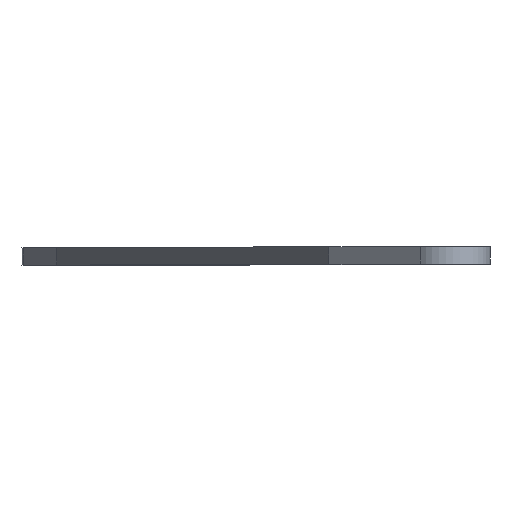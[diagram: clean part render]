
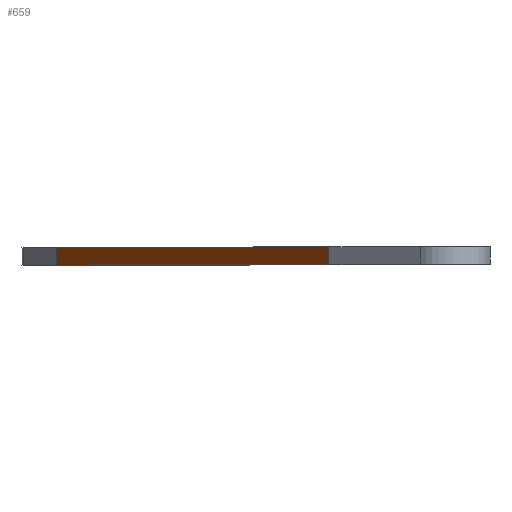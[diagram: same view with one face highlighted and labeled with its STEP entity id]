
A CAD part, top view. The second image highlights one B-rep face of the part: STEP entity #659.
In plain terms, the highlighted planar face has unit normal (-0.866, 0, 0.5).
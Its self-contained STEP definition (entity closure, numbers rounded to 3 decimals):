
#39=PLANE('',#747);
#71=FACE_OUTER_BOUND('',#104,.T.);
#104=EDGE_LOOP('',(#540,#541,#542,#543));
#173=LINE('',#1120,#232);
#174=LINE('',#1123,#233);
#175=LINE('',#1125,#234);
#176=LINE('',#1126,#235);
#232=VECTOR('',#928,10.);
#233=VECTOR('',#931,10.);
#234=VECTOR('',#932,10.);
#235=VECTOR('',#933,10.);
#329=VERTEX_POINT('',#1116);
#330=VERTEX_POINT('',#1118);
#331=VERTEX_POINT('',#1122);
#332=VERTEX_POINT('',#1124);
#419=EDGE_CURVE('',#329,#330,#173,.T.);
#420=EDGE_CURVE('',#331,#329,#174,.T.);
#421=EDGE_CURVE('',#332,#330,#175,.T.);
#422=EDGE_CURVE('',#331,#332,#176,.T.);
#540=ORIENTED_EDGE('',*,*,#420,.T.);
#541=ORIENTED_EDGE('',*,*,#419,.T.);
#542=ORIENTED_EDGE('',*,*,#421,.F.);
#543=ORIENTED_EDGE('',*,*,#422,.F.);
#659=ADVANCED_FACE('',(#71),#39,.T.);
#747=AXIS2_PLACEMENT_3D('',#1121,#929,#930);
#928=DIRECTION('',(0.,1.,0.));
#929=DIRECTION('center_axis',(-0.866,0.,0.5));
#930=DIRECTION('ref_axis',(0.5,0.,0.866));
#931=DIRECTION('',(0.5,0.,0.866));
#932=DIRECTION('',(0.5,0.,0.866));
#933=DIRECTION('',(0.,1.,0.));
#1116=CARTESIAN_POINT('',(45.622,0.,104.02));
#1118=CARTESIAN_POINT('',(45.622,3.,104.02));
#1120=CARTESIAN_POINT('',(45.622,0.,104.02));
#1121=CARTESIAN_POINT('Origin',(-1.023,0.,23.228));
#1122=CARTESIAN_POINT('',(-1.023,0.,23.228));
#1123=CARTESIAN_POINT('',(-1.023,0.,23.228));
#1124=CARTESIAN_POINT('',(-1.023,3.,23.228));
#1125=CARTESIAN_POINT('',(-1.023,3.,23.228));
#1126=CARTESIAN_POINT('',(-1.023,0.,23.228));
